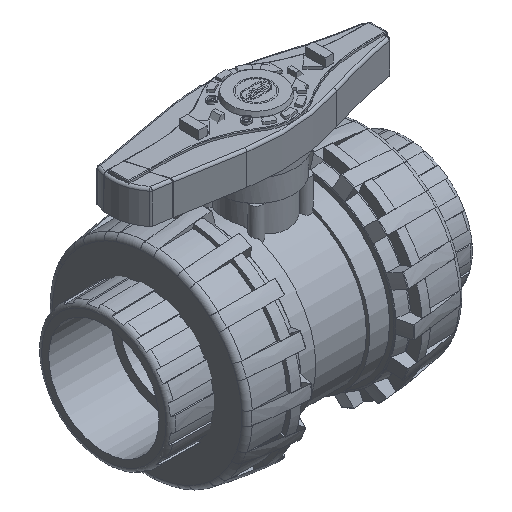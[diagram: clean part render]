
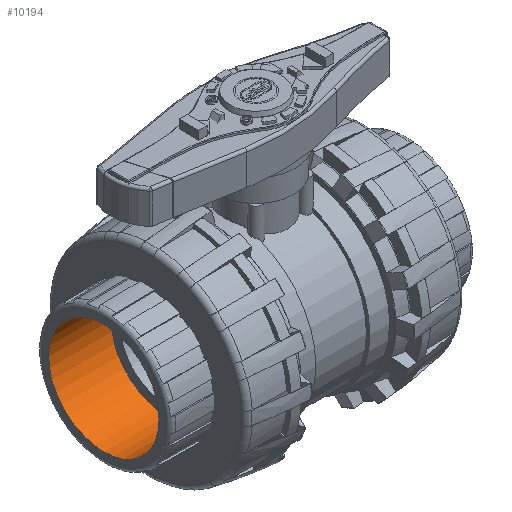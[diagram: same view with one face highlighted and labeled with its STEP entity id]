
A CAD part, isometric view. The second image highlights one B-rep face of the part: STEP entity #10194.
In plain terms, the highlighted cylindrical face has radius 45 mm (diameter 90 mm), a full revolution.
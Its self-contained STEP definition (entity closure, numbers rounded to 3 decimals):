
#499=FACE_BOUND('',#1601,.T.);
#889=CYLINDRICAL_SURFACE('',#10825,45.);
#996=FACE_OUTER_BOUND('',#1600,.T.);
#1600=EDGE_LOOP('',(#6843));
#1601=EDGE_LOOP('',(#6844));
#2261=CIRCLE('',#10826,45.);
#2262=CIRCLE('',#10827,45.);
#4094=VERTEX_POINT('',#15270);
#4095=VERTEX_POINT('',#15272);
#5181=EDGE_CURVE('',#4094,#4094,#2261,.T.);
#5182=EDGE_CURVE('',#4095,#4095,#2262,.T.);
#6843=ORIENTED_EDGE('',*,*,#5181,.T.);
#6844=ORIENTED_EDGE('',*,*,#5182,.F.);
#10194=ADVANCED_FACE('',(#996,#499),#889,.F.);
#10825=AXIS2_PLACEMENT_3D('',#15269,#12018,#12019);
#10826=AXIS2_PLACEMENT_3D('',#15271,#12020,#12021);
#10827=AXIS2_PLACEMENT_3D('',#15273,#12022,#12023);
#12018=DIRECTION('center_axis',(0.,-1.,0.));
#12019=DIRECTION('ref_axis',(0.,0.,1.));
#12020=DIRECTION('center_axis',(0.,-1.,0.));
#12021=DIRECTION('ref_axis',(0.,0.,1.));
#12022=DIRECTION('center_axis',(0.,-1.,0.));
#12023=DIRECTION('ref_axis',(0.,0.,1.));
#15269=CARTESIAN_POINT('Origin',(0.,17.861,-0.519));
#15270=CARTESIAN_POINT('',(0.,-7.639,44.481));
#15271=CARTESIAN_POINT('Origin',(0.,-7.639,
-0.519));
#15272=CARTESIAN_POINT('',(0.,43.361,44.481));
#15273=CARTESIAN_POINT('Origin',(0.,43.361,-0.519));
